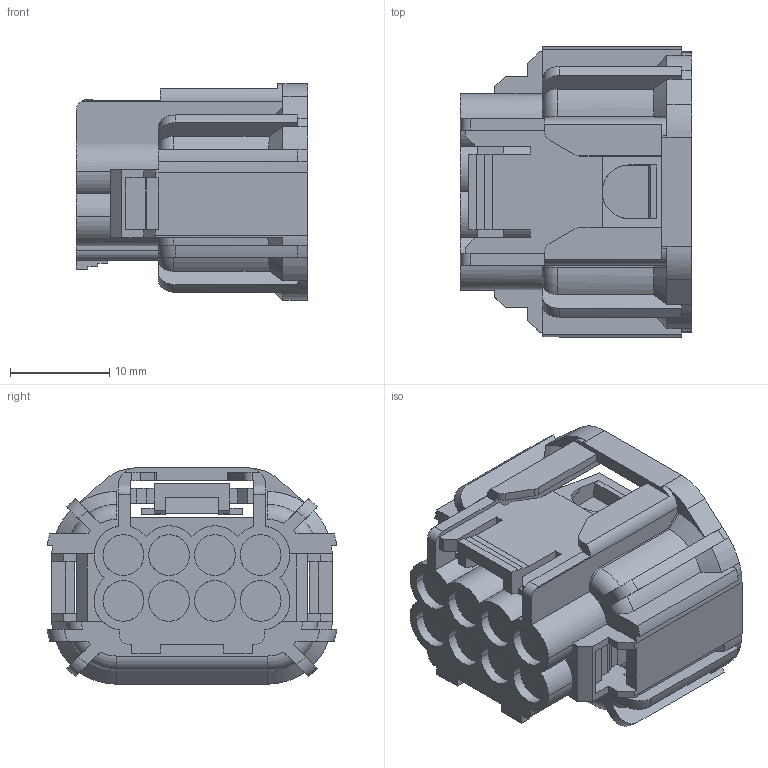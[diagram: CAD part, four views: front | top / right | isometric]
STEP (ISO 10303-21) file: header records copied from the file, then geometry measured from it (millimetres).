
FILE_DESCRIPTION(('CATIA V5 STEP','CAx-IF Rec.Pracs.--- Model Styling and Organization---1.5--- 2016-08-15','CAx-IF Rec.Pracs.---Supplemental Geometry---1.0---2011-11-01','CAx-IF Rec.Pracs.--- Composite Materials ---1.1---2010-07-15'),'2;1');
FILE_NAME('6189-7423.stp','2025-05-19T06:02:09+00:00',('none'),('none'),'CATIA Version 5-6 Release 2022 SP2 HF23','CATIA V5 STEP AP214 v2','none');
FILE_SCHEMA(('AUTOMOTIVE_DESIGN { 1 0 10303 214 1 1 1 1 }'));
Length unit declared in the file: millimetre
Products named in the file (1): 6189-7423
Bounding box: 23.25 x 29.15 x 21.75 mm (x, y, z)
Volume: 6477.7 mm3; surface area: 5761 mm2
Topology: 1 solids, 1 shells, 373 faces, 1088 edges, 726 vertices
Faces by surface type: plane 247, cylinder 90, torus 16, extrusion 10, cone 10
Entity records: 11999 total; most frequent: CARTESIAN_POINT 2875, ORIENTED_EDGE 2172, DIRECTION 1423, EDGE_CURVE 1086, VECTOR 807, LINE 797, VERTEX_POINT 725, AXIS2_PLACEMENT_3D 395
